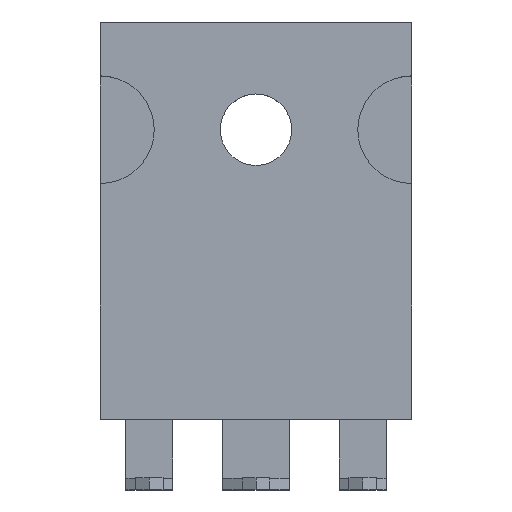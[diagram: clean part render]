
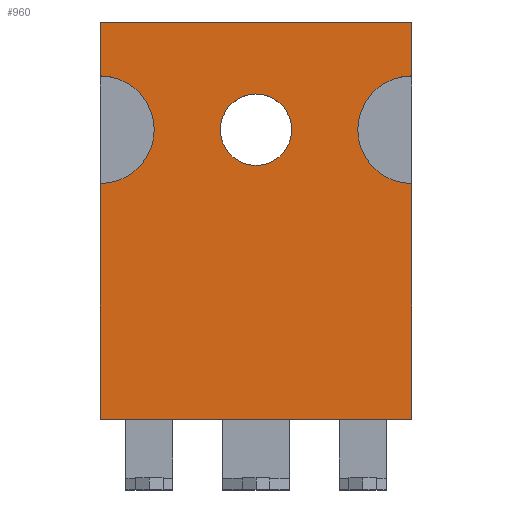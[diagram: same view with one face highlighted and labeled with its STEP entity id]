
A CAD part, top view. The second image highlights one B-rep face of the part: STEP entity #960.
In plain terms, the highlighted planar face has unit normal (0, 0, 1).
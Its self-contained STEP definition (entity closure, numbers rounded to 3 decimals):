
#13=FACE_BOUND('',#101,.T.);
#47=FACE_OUTER_BOUND('',#100,.T.);
#100=EDGE_LOOP('',(#707,#708,#709,#710,#711,#712,#713,#714));
#101=EDGE_LOOP('',(#715,#716));
#139=CIRCLE('',#1029,2.75);
#141=CIRCLE('',#1033,2.75);
#143=CIRCLE('',#1037,1.825);
#144=CIRCLE('',#1038,1.825);
#190=LINE('',#1434,#313);
#191=LINE('',#1436,#314);
#192=LINE('',#1437,#315);
#193=LINE('',#1439,#316);
#194=LINE('',#1441,#317);
#195=LINE('',#1442,#318);
#313=VECTOR('',#1170,10.);
#314=VECTOR('',#1171,10.);
#315=VECTOR('',#1172,10.);
#316=VECTOR('',#1173,10.);
#317=VECTOR('',#1174,10.);
#318=VECTOR('',#1175,10.);
#420=VERTEX_POINT('',#1411);
#421=VERTEX_POINT('',#1412);
#424=VERTEX_POINT('',#1422);
#425=VERTEX_POINT('',#1423);
#428=VERTEX_POINT('',#1433);
#429=VERTEX_POINT('',#1435);
#430=VERTEX_POINT('',#1438);
#431=VERTEX_POINT('',#1440);
#432=VERTEX_POINT('',#1443);
#433=VERTEX_POINT('',#1444);
#523=EDGE_CURVE('',#420,#421,#139,.T.);
#528=EDGE_CURVE('',#424,#425,#141,.T.);
#533=EDGE_CURVE('',#421,#428,#190,.T.);
#534=EDGE_CURVE('',#428,#429,#191,.T.);
#535=EDGE_CURVE('',#429,#424,#192,.T.);
#536=EDGE_CURVE('',#425,#430,#193,.T.);
#537=EDGE_CURVE('',#430,#431,#194,.T.);
#538=EDGE_CURVE('',#431,#420,#195,.T.);
#539=EDGE_CURVE('',#432,#433,#143,.T.);
#540=EDGE_CURVE('',#433,#432,#144,.T.);
#707=ORIENTED_EDGE('',*,*,#523,.T.);
#708=ORIENTED_EDGE('',*,*,#533,.T.);
#709=ORIENTED_EDGE('',*,*,#534,.T.);
#710=ORIENTED_EDGE('',*,*,#535,.T.);
#711=ORIENTED_EDGE('',*,*,#528,.T.);
#712=ORIENTED_EDGE('',*,*,#536,.T.);
#713=ORIENTED_EDGE('',*,*,#537,.T.);
#714=ORIENTED_EDGE('',*,*,#538,.T.);
#715=ORIENTED_EDGE('',*,*,#539,.T.);
#716=ORIENTED_EDGE('',*,*,#540,.T.);
#910=PLANE('',#1036);
#960=ADVANCED_FACE('',(#47,#13),#910,.T.);
#1029=AXIS2_PLACEMENT_3D('',#1413,#1148,#1149);
#1033=AXIS2_PLACEMENT_3D('',#1424,#1159,#1160);
#1036=AXIS2_PLACEMENT_3D('',#1432,#1168,#1169);
#1037=AXIS2_PLACEMENT_3D('',#1445,#1176,#1177);
#1038=AXIS2_PLACEMENT_3D('',#1446,#1178,#1179);
#1148=DIRECTION('center_axis',(0.,0.,-1.));
#1149=DIRECTION('ref_axis',(0.,-1.,0.));
#1159=DIRECTION('center_axis',(0.,0.,-1.));
#1160=DIRECTION('ref_axis',(0.,1.,0.));
#1168=DIRECTION('center_axis',(0.,0.,1.));
#1169=DIRECTION('ref_axis',(1.,0.,0.));
#1170=DIRECTION('',(0.,-1.,0.));
#1171=DIRECTION('',(1.,0.,0.));
#1172=DIRECTION('',(0.,1.,0.));
#1173=DIRECTION('',(0.,1.,0.));
#1174=DIRECTION('',(-1.,0.,0.));
#1175=DIRECTION('',(0.,-1.,0.));
#1176=DIRECTION('center_axis',(0.,0.,-1.));
#1177=DIRECTION('ref_axis',(1.,0.,0.));
#1178=DIRECTION('center_axis',(0.,0.,-1.));
#1179=DIRECTION('ref_axis',(1.,0.,0.));
#1411=CARTESIAN_POINT('',(-7.95,17.55,2.7));
#1412=CARTESIAN_POINT('',(-7.95,12.05,2.7));
#1413=CARTESIAN_POINT('Origin',(-7.95,14.8,2.7));
#1422=CARTESIAN_POINT('',(7.95,12.05,2.7));
#1423=CARTESIAN_POINT('',(7.95,17.55,2.7));
#1424=CARTESIAN_POINT('Origin',(7.95,14.8,2.7));
#1432=CARTESIAN_POINT('Origin',(0.,10.15,2.7));
#1433=CARTESIAN_POINT('',(-7.95,0.,2.7));
#1434=CARTESIAN_POINT('',(-7.95,20.3,2.7));
#1435=CARTESIAN_POINT('',(7.95,0.,2.7));
#1436=CARTESIAN_POINT('',(7.95,0.,2.7));
#1437=CARTESIAN_POINT('',(7.95,0.,2.7));
#1438=CARTESIAN_POINT('',(7.95,20.3,2.7));
#1439=CARTESIAN_POINT('',(7.95,0.,2.7));
#1440=CARTESIAN_POINT('',(-7.95,20.3,2.7));
#1441=CARTESIAN_POINT('',(7.95,20.3,2.7));
#1442=CARTESIAN_POINT('',(-7.95,20.3,2.7));
#1443=CARTESIAN_POINT('',(1.825,14.8,2.7));
#1444=CARTESIAN_POINT('',(-1.825,14.8,2.7));
#1445=CARTESIAN_POINT('Origin',(0.,14.8,2.7));
#1446=CARTESIAN_POINT('Origin',(0.,14.8,2.7));
